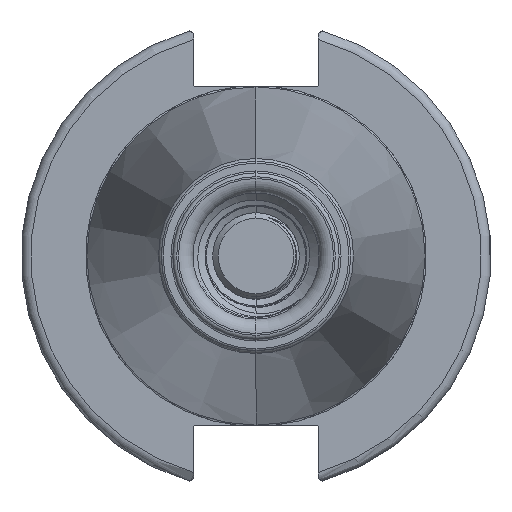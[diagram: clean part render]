
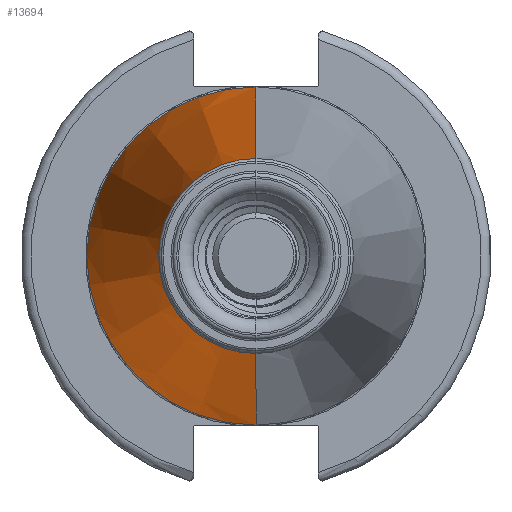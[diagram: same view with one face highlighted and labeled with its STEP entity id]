
A CAD part, left-side view. The second image highlights one B-rep face of the part: STEP entity #13694.
In plain terms, the highlighted conical face has half-angle 8.297 degrees and reference radius 35.027 mm.
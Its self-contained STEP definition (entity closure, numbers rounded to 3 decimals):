
#552 = EDGE_LOOP ( 'NONE', ( #13602, #13586, #13595, #13594 ) ) ;
#1186 = DIRECTION ( 'NONE',  ( 0., 0., 1. ) ) ;
#1188 = CARTESIAN_POINT ( 'NONE',  ( -8.5, 0., 0. ) ) ;
#1194 = DIRECTION ( 'NONE',  ( -1., 0., 0. ) ) ;
#1315 = DIRECTION ( 'NONE',  ( 0.99, 0., -0.144 ) ) ;
#1337 = CARTESIAN_POINT ( 'NONE',  ( -8.5, 0., -35.027 ) ) ;
#1356 = DIRECTION ( 'NONE',  ( -1., 0., 0. ) ) ;
#1362 = DIRECTION ( 'NONE',  ( 0.99, 0., 0.144 ) ) ;
#1392 = CARTESIAN_POINT ( 'NONE',  ( -8.5, 0., 35.027 ) ) ;
#1403 = CARTESIAN_POINT ( 'NONE',  ( -110.123, 0., 0. ) ) ;
#1435 = DIRECTION ( 'NONE',  ( 0., 0., 1. ) ) ;
#11151 = CONICAL_SURFACE ( 'NONE', #17020, 35.027, 0.145 ) ;
#11170 = FACE_OUTER_BOUND ( 'NONE', #552, .T. ) ;
#11971 = CIRCLE ( 'NONE', #17288, 35.027 ) ;
#12053 = LINE ( 'NONE', #1337, #12081 ) ;
#12054 = CIRCLE ( 'NONE', #17318, 20.207 ) ;
#12058 = VECTOR ( 'NONE', #1362, 1000. ) ;
#12076 = LINE ( 'NONE', #1392, #12058 ) ;
#12081 = VECTOR ( 'NONE', #1315, 1000. ) ;
#12256 = DIRECTION ( 'NONE',  ( 0., 0., -1. ) ) ;
#12260 = CARTESIAN_POINT ( 'NONE',  ( -8.5, 0., 0. ) ) ;
#12300 = DIRECTION ( 'NONE',  ( 1., 0., 0. ) ) ;
#13586 = ORIENTED_EDGE ( 'NONE', *, *, #16076, .T. ) ;
#13594 = ORIENTED_EDGE ( 'NONE', *, *, #16047, .F. ) ;
#13595 = ORIENTED_EDGE ( 'NONE', *, *, #15993, .T. ) ;
#13602 = ORIENTED_EDGE ( 'NONE', *, *, #16092, .F. ) ;
#13694 = ADVANCED_FACE ( 'NONE', ( #11170 ), #11151, .T. ) ;
#14043 = CARTESIAN_POINT ( 'NONE',  ( -8.5, 0., 35.027 ) ) ;
#14059 = CARTESIAN_POINT ( 'NONE',  ( -8.5, 0., -35.027 ) ) ;
#14073 = CARTESIAN_POINT ( 'NONE',  ( -110.123, 0., 20.207 ) ) ;
#14096 = CARTESIAN_POINT ( 'NONE',  ( -110.123, 0., -20.207 ) ) ;
#15993 = EDGE_CURVE ( 'NONE', #17853, #17856, #11971, .T. ) ;
#16047 = EDGE_CURVE ( 'NONE', #17864, #17856, #12053, .T. ) ;
#16076 = EDGE_CURVE ( 'NONE', #17872, #17853, #12076, .T. ) ;
#16092 = EDGE_CURVE ( 'NONE', #17872, #17864, #12054, .T. ) ;
#17020 = AXIS2_PLACEMENT_3D ( 'NONE', #12260, #12300, #12256 ) ;
#17288 = AXIS2_PLACEMENT_3D ( 'NONE', #1188, #1194, #1186 ) ;
#17318 = AXIS2_PLACEMENT_3D ( 'NONE', #1403, #1356, #1435 ) ;
#17853 = VERTEX_POINT ( 'NONE', #14043 ) ;
#17856 = VERTEX_POINT ( 'NONE', #14059 ) ;
#17864 = VERTEX_POINT ( 'NONE', #14096 ) ;
#17872 = VERTEX_POINT ( 'NONE', #14073 ) ;
